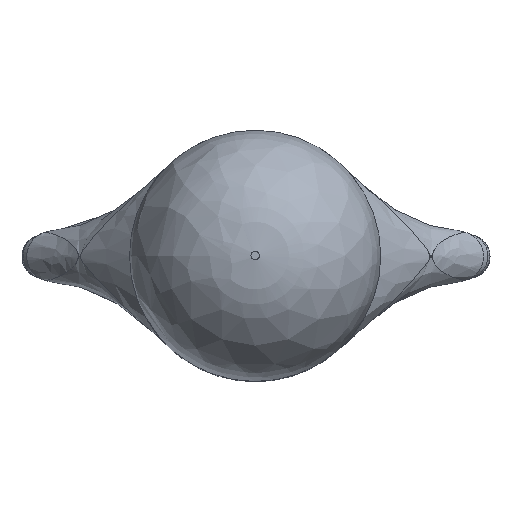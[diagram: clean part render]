
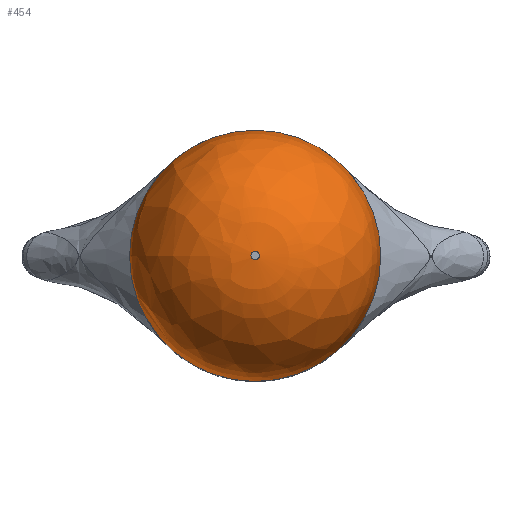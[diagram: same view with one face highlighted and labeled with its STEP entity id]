
A CAD part, top view. The second image highlights one B-rep face of the part: STEP entity #454.
In plain terms, the highlighted free-form (B-spline) face has degree [2, 2] with [3, 9] control points.
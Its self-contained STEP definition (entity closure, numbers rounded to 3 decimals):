
#71=FACE_OUTER_BOUND('',#98,.T.);
#98=EDGE_LOOP('',(#396,#397,#398,#399,#400,#401));
#124=CIRCLE('',#500,0.05);
#125=CIRCLE('',#501,0.05);
#126=CIRCLE('',#502,1.45);
#127=CIRCLE('',#503,1.5);
#128=CIRCLE('',#504,1.5);
#211=VERTEX_POINT('',#1805);
#212=VERTEX_POINT('',#1806);
#213=VERTEX_POINT('',#1809);
#214=VERTEX_POINT('',#1811);
#277=EDGE_CURVE('',#211,#212,#124,.T.);
#278=EDGE_CURVE('',#212,#211,#125,.T.);
#279=EDGE_CURVE('',#211,#213,#126,.T.);
#280=EDGE_CURVE('',#213,#214,#127,.T.);
#281=EDGE_CURVE('',#214,#213,#128,.T.);
#396=ORIENTED_EDGE('',*,*,#277,.T.);
#397=ORIENTED_EDGE('',*,*,#278,.T.);
#398=ORIENTED_EDGE('',*,*,#279,.T.);
#399=ORIENTED_EDGE('',*,*,#280,.T.);
#400=ORIENTED_EDGE('',*,*,#281,.T.);
#401=ORIENTED_EDGE('',*,*,#279,.F.);
#435=(
BOUNDED_SURFACE()
B_SPLINE_SURFACE(2,2,((#1778,#1779,#1780,#1781,#1782,#1783,#1784,#1785,
#1786),(#1787,#1788,#1789,#1790,#1791,#1792,#1793,#1794,#1795),(#1796,#1797,
#1798,#1799,#1800,#1801,#1802,#1803,#1804)),.UNSPECIFIED.,.F.,.T.,.F.)
B_SPLINE_SURFACE_WITH_KNOTS((3,3),(3,2,2,2,3),(0.,1.571),(-3.142,
-1.571,0.,1.571,3.142),.UNSPECIFIED.)
GEOMETRIC_REPRESENTATION_ITEM()
RATIONAL_B_SPLINE_SURFACE(((1.,0.707,1.,0.707,1.,
0.707,1.,0.707,1.),(0.707,0.5,0.707,
0.5,0.707,0.5,0.707,0.5,0.707),(1.,
0.707,1.,0.707,1.,0.707,1.,0.707,
1.)))
REPRESENTATION_ITEM('')
SURFACE()
);
#454=ADVANCED_FACE('',(#71),#435,.F.);
#500=AXIS2_PLACEMENT_3D('',#1807,#565,#566);
#501=AXIS2_PLACEMENT_3D('',#1808,#567,#568);
#502=AXIS2_PLACEMENT_3D('',#1810,#569,#570);
#503=AXIS2_PLACEMENT_3D('',#1812,#571,#572);
#504=AXIS2_PLACEMENT_3D('',#1813,#573,#574);
#565=DIRECTION('center_axis',(0.,0.,-1.));
#566=DIRECTION('ref_axis',(1.,0.,0.));
#567=DIRECTION('center_axis',(0.,0.,-1.));
#568=DIRECTION('ref_axis',(1.,0.,0.));
#569=DIRECTION('center_axis',(0.,-1.,0.));
#570=DIRECTION('ref_axis',(-1.,0.,0.));
#571=DIRECTION('center_axis',(0.,0.,1.));
#572=DIRECTION('ref_axis',(1.,0.,0.));
#573=DIRECTION('center_axis',(0.,0.,1.));
#574=DIRECTION('ref_axis',(1.,0.,0.));
#1778=CARTESIAN_POINT('Ctrl Pts',(-3.5,0.,3.15));
#1779=CARTESIAN_POINT('Ctrl Pts',(-3.5,-1.5,3.15));
#1780=CARTESIAN_POINT('Ctrl Pts',(-2.,-1.5,3.15));
#1781=CARTESIAN_POINT('Ctrl Pts',(-0.5,-1.5,
3.15));
#1782=CARTESIAN_POINT('Ctrl Pts',(-0.5,0.,3.15));
#1783=CARTESIAN_POINT('Ctrl Pts',(-0.5,1.5,3.15));
#1784=CARTESIAN_POINT('Ctrl Pts',(-2.,1.5,3.15));
#1785=CARTESIAN_POINT('Ctrl Pts',(-3.5,1.5,3.15));
#1786=CARTESIAN_POINT('Ctrl Pts',(-3.5,0.,3.15));
#1787=CARTESIAN_POINT('Ctrl Pts',(-3.5,0.,4.6));
#1788=CARTESIAN_POINT('Ctrl Pts',(-3.5,-1.5,4.6));
#1789=CARTESIAN_POINT('Ctrl Pts',(-2.,-1.5,4.6));
#1790=CARTESIAN_POINT('Ctrl Pts',(-0.5,-1.5,
4.6));
#1791=CARTESIAN_POINT('Ctrl Pts',(-0.5,0.,4.6));
#1792=CARTESIAN_POINT('Ctrl Pts',(-0.5,1.5,4.6));
#1793=CARTESIAN_POINT('Ctrl Pts',(-2.,1.5,4.6));
#1794=CARTESIAN_POINT('Ctrl Pts',(-3.5,1.5,4.6));
#1795=CARTESIAN_POINT('Ctrl Pts',(-3.5,0.,4.6));
#1796=CARTESIAN_POINT('Ctrl Pts',(-2.05,0.,4.6));
#1797=CARTESIAN_POINT('Ctrl Pts',(-2.05,-0.05,
4.6));
#1798=CARTESIAN_POINT('Ctrl Pts',(-2.,-0.05,4.6));
#1799=CARTESIAN_POINT('Ctrl Pts',(-1.95,-0.05,
4.6));
#1800=CARTESIAN_POINT('Ctrl Pts',(-1.95,0.,4.6));
#1801=CARTESIAN_POINT('Ctrl Pts',(-1.95,0.05,
4.6));
#1802=CARTESIAN_POINT('Ctrl Pts',(-2.,0.05,4.6));
#1803=CARTESIAN_POINT('Ctrl Pts',(-2.05,0.05,
4.6));
#1804=CARTESIAN_POINT('Ctrl Pts',(-2.05,0.,4.6));
#1805=CARTESIAN_POINT('',(-2.05,0.,4.6));
#1806=CARTESIAN_POINT('',(-1.95,0.,4.6));
#1807=CARTESIAN_POINT('Origin',(-2.,0.,4.6));
#1808=CARTESIAN_POINT('Origin',(-2.,0.,4.6));
#1809=CARTESIAN_POINT('',(-3.5,0.,3.15));
#1810=CARTESIAN_POINT('Origin',(-2.05,0.,
3.15));
#1811=CARTESIAN_POINT('',(-0.5,0.,3.15));
#1812=CARTESIAN_POINT('Origin',(-2.,0.,3.15));
#1813=CARTESIAN_POINT('Origin',(-2.,0.,3.15));
